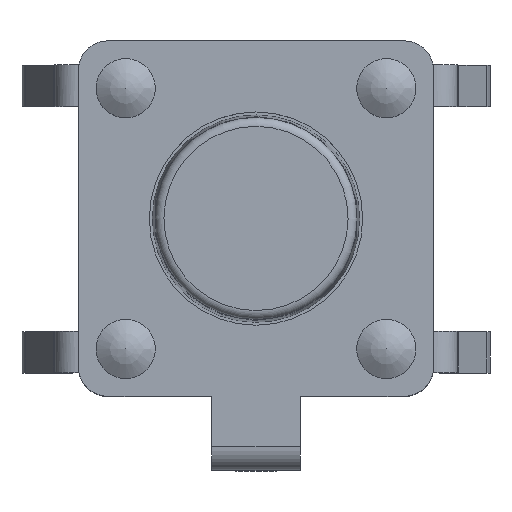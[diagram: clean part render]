
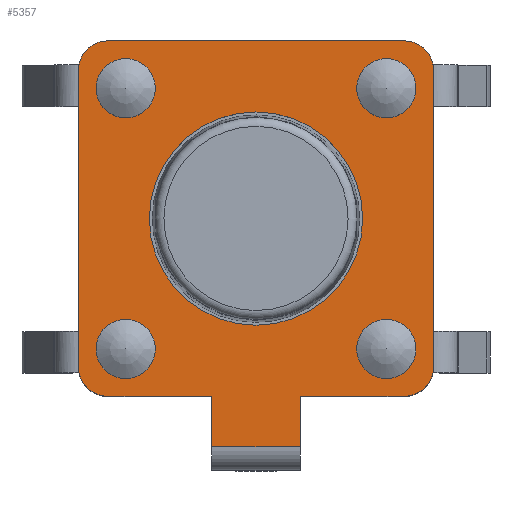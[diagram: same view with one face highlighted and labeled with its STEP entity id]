
A CAD part, top view. The second image highlights one B-rep face of the part: STEP entity #5357.
In plain terms, the highlighted planar face has unit normal (0, 0, 1).
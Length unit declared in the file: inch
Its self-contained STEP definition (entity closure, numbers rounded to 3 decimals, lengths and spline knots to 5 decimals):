
#4257=CARTESIAN_POINT('',(-0.09843,-0.11811,0.12677));
#4258=VERTEX_POINT('',#4257);
#4265=CARTESIAN_POINT('',(-0.11811,-0.09843,0.12677));
#4266=VERTEX_POINT('',#4265);
#4267=CARTESIAN_POINT('',(-0.09843,-0.09843,0.12677));
#4268=DIRECTION('',(0.0,0.0,-1.0));
#4269=DIRECTION('',(-0.707,-0.707,0.0));
#4270=AXIS2_PLACEMENT_3D('',#4267,#4268,#4269);
#4271=CIRCLE('',#4270,0.01969);
#4272=EDGE_CURVE('',#4258,#4266,#4271,.T.);
#4288=CARTESIAN_POINT('',(0.09843,-0.11811,0.12677));
#4289=VERTEX_POINT('',#4288);
#4296=CARTESIAN_POINT('',(0.02953,-0.11811,0.12677));
#4297=VERTEX_POINT('',#4296);
#4298=CARTESIAN_POINT('',(0.09843,-0.11811,0.12677));
#4299=DIRECTION('',(-1.0,0.0,0.0));
#4300=VECTOR('',#4299,0.0689);
#4301=LINE('',#4298,#4300);
#4302=EDGE_CURVE('',#4289,#4297,#4301,.T.);
#4320=CARTESIAN_POINT('',(-0.02953,-0.11811,0.12677));
#4321=VERTEX_POINT('',#4320);
#4328=CARTESIAN_POINT('',(-0.02953,-0.11811,0.12677));
#4329=DIRECTION('',(-1.0,0.0,0.0));
#4330=VECTOR('',#4329,0.0689);
#4331=LINE('',#4328,#4330);
#4332=EDGE_CURVE('',#4321,#4258,#4331,.T.);
#4386=CARTESIAN_POINT('',(0.11811,-0.09843,0.12677));
#4387=VERTEX_POINT('',#4386);
#4394=CARTESIAN_POINT('',(0.09843,-0.09843,0.12677));
#4395=DIRECTION('',(0.0,0.0,-1.0));
#4396=DIRECTION('',(0.707,-0.707,0.0));
#4397=AXIS2_PLACEMENT_3D('',#4394,#4395,#4396);
#4398=CIRCLE('',#4397,0.01969);
#4399=EDGE_CURVE('',#4387,#4289,#4398,.T.);
#4418=CARTESIAN_POINT('',(0.11811,0.09843,0.12677));
#4419=VERTEX_POINT('',#4418);
#4426=CARTESIAN_POINT('',(0.11811,0.09843,0.12677));
#4427=DIRECTION('',(0.0,-1.0,0.0));
#4428=VECTOR('',#4427,0.19685);
#4429=LINE('',#4426,#4428);
#4430=EDGE_CURVE('',#4419,#4387,#4429,.T.);
#4455=CARTESIAN_POINT('',(0.09843,0.11811,0.12677));
#4456=VERTEX_POINT('',#4455);
#4463=CARTESIAN_POINT('',(0.09843,0.09843,0.12677));
#4464=DIRECTION('',(0.0,0.0,-1.0));
#4465=DIRECTION('',(0.707,0.707,0.0));
#4466=AXIS2_PLACEMENT_3D('',#4463,#4464,#4465);
#4467=CIRCLE('',#4466,0.01969);
#4468=EDGE_CURVE('',#4456,#4419,#4467,.T.);
#4502=CARTESIAN_POINT('',(-0.11811,0.09843,0.12677));
#4503=VERTEX_POINT('',#4502);
#4504=CARTESIAN_POINT('',(-0.11811,-0.09843,0.12677));
#4505=DIRECTION('',(0.0,1.0,0.0));
#4506=VECTOR('',#4505,0.19685);
#4507=LINE('',#4504,#4506);
#4508=EDGE_CURVE('',#4266,#4503,#4507,.T.);
#4527=CARTESIAN_POINT('',(-0.09843,0.11811,0.12677));
#4528=VERTEX_POINT('',#4527);
#4535=CARTESIAN_POINT('',(-0.09843,0.11811,0.12677));
#4536=DIRECTION('',(1.0,0.0,0.0));
#4537=VECTOR('',#4536,0.19685);
#4538=LINE('',#4535,#4537);
#4539=EDGE_CURVE('',#4528,#4456,#4538,.T.);
#4582=CARTESIAN_POINT('',(-0.09843,0.09843,0.12677));
#4583=DIRECTION('',(0.0,0.0,-1.0));
#4584=DIRECTION('',(-0.707,0.707,0.0));
#4585=AXIS2_PLACEMENT_3D('',#4582,#4583,#4584);
#4586=CIRCLE('',#4585,0.01969);
#4587=EDGE_CURVE('',#4503,#4528,#4586,.T.);
#4597=CARTESIAN_POINT('',(0.06693,0.08661,0.12677));
#4598=VERTEX_POINT('',#4597);
#4599=CARTESIAN_POINT('',(0.08661,0.08661,0.12677));
#4600=DIRECTION('',(0.0,0.0,-1.0));
#4601=DIRECTION('',(-1.0,0.0,0.0));
#4602=AXIS2_PLACEMENT_3D('',#4599,#4600,#4601);
#4603=CIRCLE('',#4602,0.01969);
#4604=EDGE_CURVE('',#4598,#4598,#4603,.T.);
#4675=CARTESIAN_POINT('',(-0.06693,0.08661,0.12677));
#4676=VERTEX_POINT('',#4675);
#4677=CARTESIAN_POINT('',(-0.08661,0.08661,0.12677));
#4678=DIRECTION('',(0.0,0.0,1.0));
#4679=DIRECTION('',(1.0,0.0,0.0));
#4680=AXIS2_PLACEMENT_3D('',#4677,#4678,#4679);
#4681=CIRCLE('',#4680,0.01969);
#4682=EDGE_CURVE('',#4676,#4676,#4681,.T.);
#4742=CARTESIAN_POINT('',(0.06693,-0.08661,0.12677));
#4743=VERTEX_POINT('',#4742);
#4744=CARTESIAN_POINT('',(0.08661,-0.08661,0.12677));
#4745=DIRECTION('',(0.0,0.0,1.0));
#4746=DIRECTION('',(-1.0,0.0,0.0));
#4747=AXIS2_PLACEMENT_3D('',#4744,#4745,#4746);
#4748=CIRCLE('',#4747,0.01969);
#4749=EDGE_CURVE('',#4743,#4743,#4748,.T.);
#4798=CARTESIAN_POINT('',(-0.06693,-0.08661,0.12677));
#4799=VERTEX_POINT('',#4798);
#4800=CARTESIAN_POINT('',(-0.08661,-0.08661,0.12677));
#4801=DIRECTION('',(0.0,0.0,-1.0));
#4802=DIRECTION('',(1.0,0.0,0.0));
#4803=AXIS2_PLACEMENT_3D('',#4800,#4801,#4802);
#4804=CIRCLE('',#4803,0.01969);
#4805=EDGE_CURVE('',#4799,#4799,#4804,.T.);
#4942=CARTESIAN_POINT('',(-0.02953,-0.15157,0.12677));
#4943=VERTEX_POINT('',#4942);
#4953=CARTESIAN_POINT('',(-0.02953,-0.15157,0.12677));
#4954=DIRECTION('',(0.0,1.0,0.0));
#4955=VECTOR('',#4954,0.03346);
#4956=LINE('',#4953,#4955);
#4957=EDGE_CURVE('',#4943,#4321,#4956,.T.);
#5007=CARTESIAN_POINT('',(0.,-0.07087,0.12677));
#5008=VERTEX_POINT('',#5007);
#5009=CARTESIAN_POINT('',(0.,0.,0.12677));
#5010=DIRECTION('',(0.0,0.0,-1.0));
#5011=DIRECTION('',(0.0,1.0,0.0));
#5012=AXIS2_PLACEMENT_3D('',#5009,#5010,#5011);
#5013=CIRCLE('',#5012,0.07087);
#5014=EDGE_CURVE('',#5008,#5008,#5013,.T.);
#5132=CARTESIAN_POINT('',(0.02953,-0.15157,0.12677));
#5133=VERTEX_POINT('',#5132);
#5162=CARTESIAN_POINT('',(0.02953,-0.15157,0.12677));
#5163=DIRECTION('',(0.0,1.0,0.0));
#5164=VECTOR('',#5163,0.03346);
#5165=LINE('',#5162,#5164);
#5166=EDGE_CURVE('',#5133,#4297,#5165,.T.);
#5184=CARTESIAN_POINT('',(0.02953,-0.15157,0.12677));
#5185=DIRECTION('',(-1.0,0.0,0.0));
#5186=VECTOR('',#5185,0.05906);
#5187=LINE('',#5184,#5186);
#5188=EDGE_CURVE('',#5133,#4943,#5187,.T.);
#5323=CARTESIAN_POINT('',(-0.12992,0.13159,0.12677));
#5324=DIRECTION('',(0.0,0.0,1.0));
#5325=DIRECTION('',(1.0,0.0,0.0));
#5326=AXIS2_PLACEMENT_3D('',#5323,#5324,#5325);
#5327=PLANE('',#5326);
#5328=ORIENTED_EDGE('',*,*,#4272,.F.);
#5329=ORIENTED_EDGE('',*,*,#4332,.F.);
#5330=ORIENTED_EDGE('',*,*,#4957,.F.);
#5331=ORIENTED_EDGE('',*,*,#5188,.F.);
#5332=ORIENTED_EDGE('',*,*,#5166,.T.);
#5333=ORIENTED_EDGE('',*,*,#4302,.F.);
#5334=ORIENTED_EDGE('',*,*,#4399,.F.);
#5335=ORIENTED_EDGE('',*,*,#4430,.F.);
#5336=ORIENTED_EDGE('',*,*,#4468,.F.);
#5337=ORIENTED_EDGE('',*,*,#4539,.F.);
#5338=ORIENTED_EDGE('',*,*,#4587,.F.);
#5339=ORIENTED_EDGE('',*,*,#4508,.F.);
#5340=EDGE_LOOP('',(#5328,#5329,#5330,#5331,#5332,#5333,#5334,#5335,#5336,#5337,#5338,#5339));
#5341=FACE_OUTER_BOUND('',#5340,.T.);
#5342=ORIENTED_EDGE('',*,*,#4805,.T.);
#5343=EDGE_LOOP('',(#5342));
#5344=FACE_BOUND('',#5343,.T.);
#5345=ORIENTED_EDGE('',*,*,#4749,.F.);
#5346=EDGE_LOOP('',(#5345));
#5347=FACE_BOUND('',#5346,.T.);
#5348=ORIENTED_EDGE('',*,*,#4682,.F.);
#5349=EDGE_LOOP('',(#5348));
#5350=FACE_BOUND('',#5349,.T.);
#5351=ORIENTED_EDGE('',*,*,#4604,.T.);
#5352=EDGE_LOOP('',(#5351));
#5353=FACE_BOUND('',#5352,.T.);
#5354=ORIENTED_EDGE('',*,*,#5014,.T.);
#5355=EDGE_LOOP('',(#5354));
#5356=FACE_BOUND('',#5355,.T.);
#5357=ADVANCED_FACE('',(#5341,#5344,#5347,#5350,#5353,#5356),#5327,.T.);
